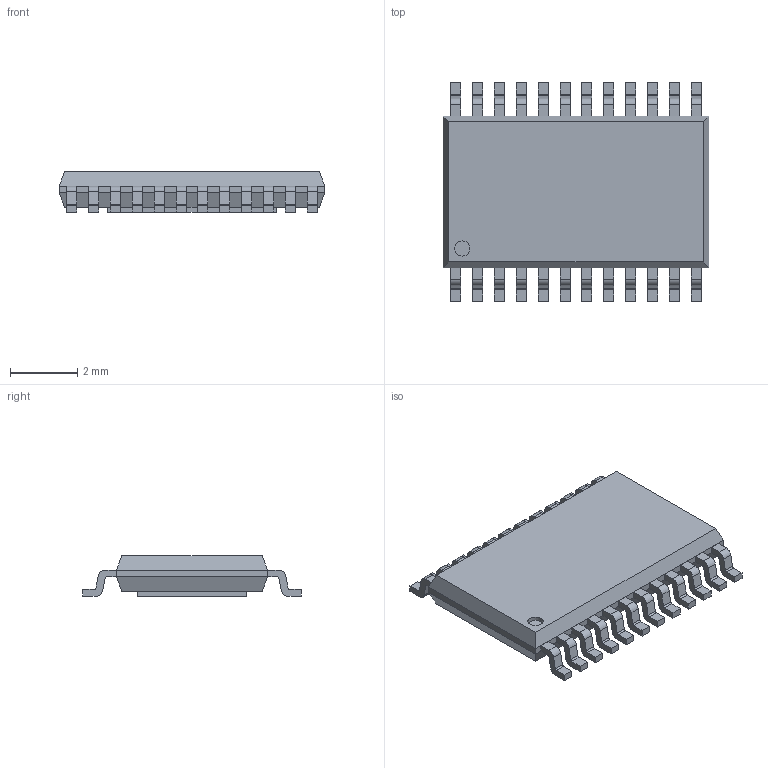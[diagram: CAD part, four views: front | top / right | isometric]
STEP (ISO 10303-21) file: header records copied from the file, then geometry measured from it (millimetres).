
FILE_DESCRIPTION(/* description */ (''),/* implementation_level */ '2;1');
FILE_NAME(/* name */ 'TSSOP24_EP.step',/* time_stamp */ '2022-08-26T09:46:51+05:30',/* author */ (''),/* organization */ (''),/* preprocessor_version */ 'ST-DEVELOPER v19',/* originating_system */ 'Autodesk Translation Framework v11.7.0.108',/* authorisation */ '');
FILE_SCHEMA (('AUTOMOTIVE_DESIGN { 1 0 10303 214 3 1 1 }'));
Length unit declared in the file: millimetre
Products named in the file (2): TSSOP24_EP; Model
Assembly tree (1 placements, depth 2):
  TSSOP24_EP
    Model
Bounding box: 7.9 x 6.5 x 1.2 mm (x, y, z)
Volume: 40.1 mm3; surface area: 162.4 mm2
Topology: 26 solids, 26 shells, 358 faces, 907 edges, 602 vertices
Faces by surface type: plane 261, cylinder 97
Full cylindrical faces by diameter (mm): 0.45 x1
Entity records: 10770 total; most frequent: CARTESIAN_POINT 1870, DIRECTION 1823, ORIENTED_EDGE 1814, EDGE_CURVE 907, LINE 713, VECTOR 713, VERTEX_POINT 602, AXIS2_PLACEMENT_3D 555
